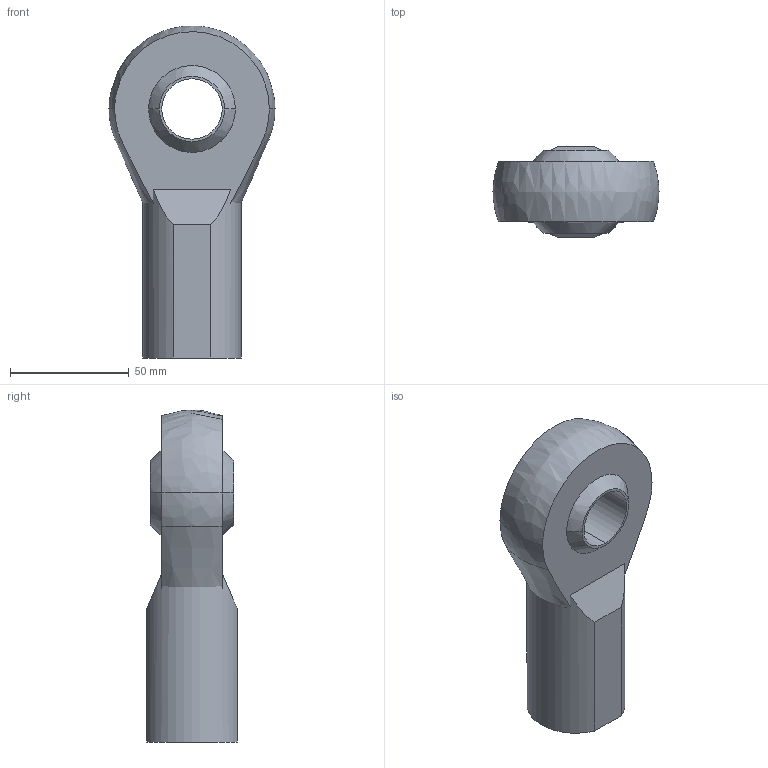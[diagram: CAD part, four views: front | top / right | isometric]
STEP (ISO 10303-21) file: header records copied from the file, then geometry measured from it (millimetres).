
FILE_DESCRIPTION (( 'STEP AP214' ), '1' );
FILE_NAME ('A-KBRI-16.step', '2017-11-29T20:19:32', ( '' ), ( '' ), 'SwSTEP 2.0', 'SolidWorks 2017', '' );
FILE_SCHEMA (( 'AUTOMOTIVE_DESIGN' ));
Length unit declared in the file: inch
Products named in the file (1): A-KBRI-16
Bounding box: 69.85 x 38.1 x 139.69 mm (x, y, z)
Volume: 166516.5 mm3; surface area: 37732.3 mm2
Topology: 3 solids, 3 shells, 29 faces, 79 edges, 47 vertices
Faces by surface type: plane 11, bspline 7, cylinder 7, cone 4
Entity records: 1713 total; most frequent: CARTESIAN_POINT 621, ORIENTED_EDGE 138, DIRECTION 129, EDGE_CURVE 69, AXIS2_PLACEMENT_3D 55, VERTEX_POINT 47, UNCERTAINTY_MEASURE_WITH_UNIT 34, DIMENSIONAL_EXPONENTS 34
